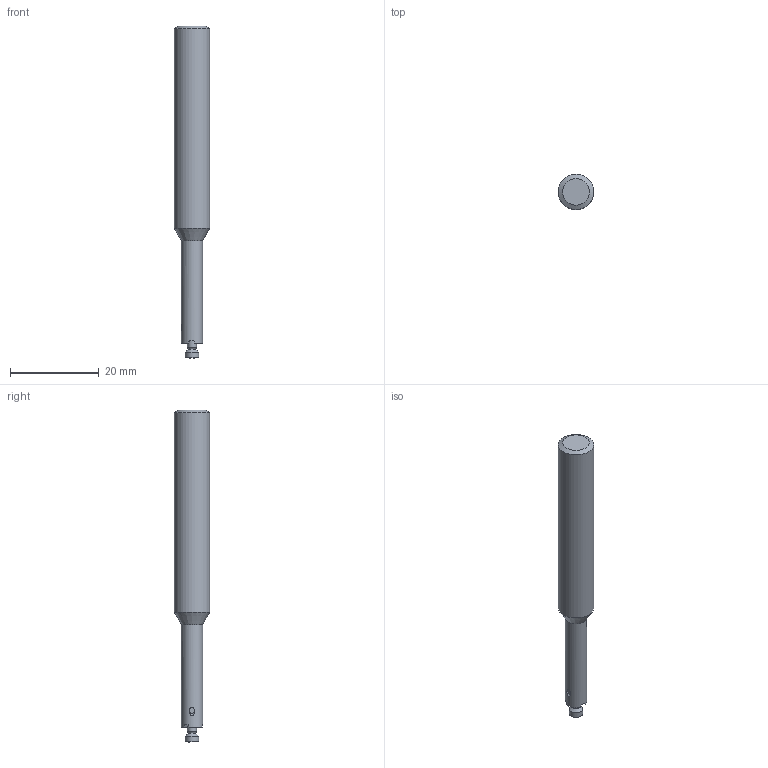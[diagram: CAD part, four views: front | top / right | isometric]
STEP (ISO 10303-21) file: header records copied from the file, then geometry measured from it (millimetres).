
FILE_DESCRIPTION(/* description */ (''),/* implementation_level */ '2;1');
FILE_NAME(/* name */ '335.14-0805.0-025-075-E_Detailed.stp',/* time_stamp */ '2024-08-09T16:39:33+05:00',/* author */ (''),/* organization */ (''),/* preprocessor_version */ 'ST-DEVELOPER v16.7',/* originating_system */ 'SIEMENS PLM Software NX 12.0',/* authorisation */ '');
FILE_SCHEMA (('AUTOMOTIVE_DESIGN { 1 0 10303 214 3 1 1 1 }'));
Length unit declared in the file: millimetre
Products named in the file (1): inco2AC43CA6xnbk
Bounding box: 8 x 8 x 74.87 mm (x, y, z)
Volume: 2804 mm3; surface area: 1659.9 mm2
Topology: 1 solids, 1 shells, 37 faces, 114 edges, 84 vertices
Faces by surface type: plane 16, bspline 12, cylinder 5, cone 4
Full cylindrical faces by diameter (mm): 1.1 x1, 2.05 x1, 3 x1, 4.8 x1, 7.995 x1
Entity records: 1525 total; most frequent: CARTESIAN_POINT 581, ORIENTED_EDGE 206, DIRECTION 158, EDGE_CURVE 103, VERTEX_POINT 79, AXIS2_PLACEMENT_3D 57, EDGE_LOOP 48, LINE 44
